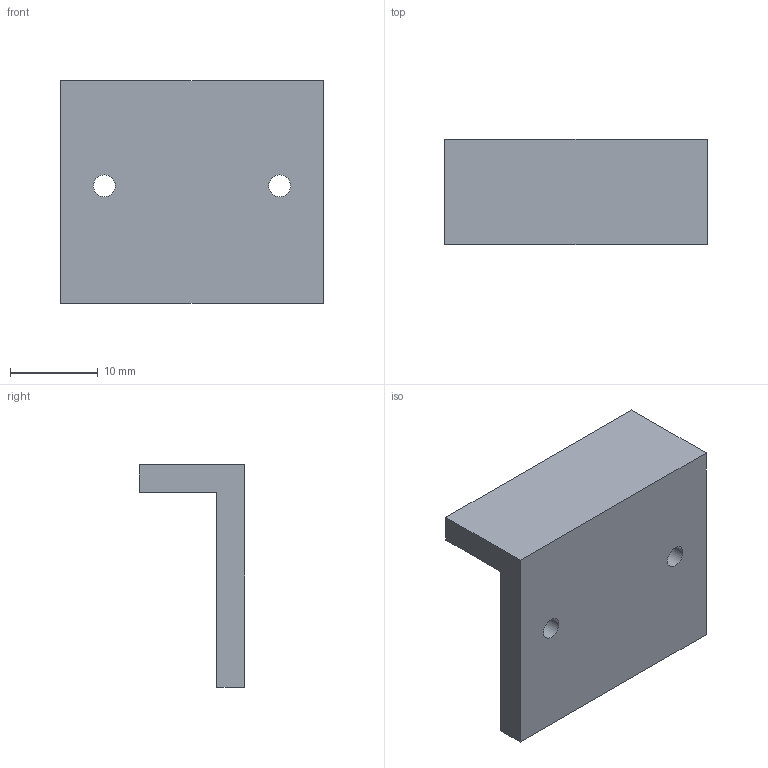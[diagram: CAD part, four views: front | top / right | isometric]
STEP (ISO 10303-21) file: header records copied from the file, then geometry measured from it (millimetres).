
FILE_DESCRIPTION(('FreeCAD Model'),'2;1');
FILE_NAME('quimera_battery_limitter.step','2020-08-23T23:13:47',('Author'),(''), 'Open CASCADE STEP processor 7.3','FreeCAD','Unknown');
FILE_SCHEMA(('AUTOMOTIVE_DESIGN { 1 0 10303 214 1 1 1 1 }'));
Length unit declared in the file: millimetre
Products named in the file (1): Prote?_bateria_Valor_predeterminado001
Bounding box: 30 x 12 x 25.4 mm (x, y, z)
Volume: 3228.8 mm3; surface area: 2491.6 mm2
Topology: 1 solids, 1 shells, 12 faces, 30 edges, 20 vertices
Faces by surface type: plane 8, cylinder 4
Entity records: 868 total; most frequent: CARTESIAN_POINT 147, DIRECTION 120, LINE 74, VECTOR 74, ORIENTED_EDGE 60, PCURVE 60, DEFINITIONAL_REPRESENTATION 60, EDGE_CURVE 30
